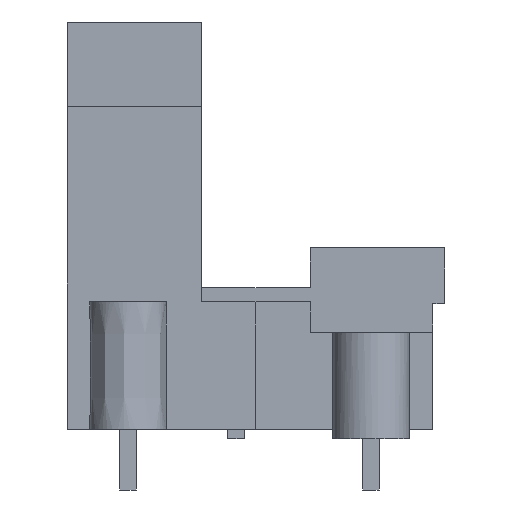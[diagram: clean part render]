
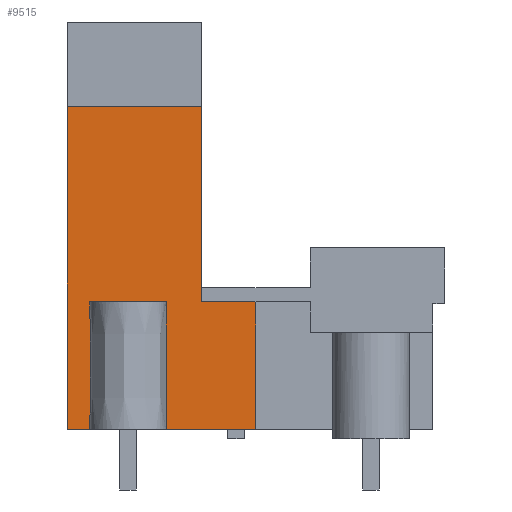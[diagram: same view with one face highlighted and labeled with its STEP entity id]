
A CAD part, left-side view. The second image highlights one B-rep face of the part: STEP entity #9515.
In plain terms, the highlighted planar face has unit normal (-1, 0, 0).
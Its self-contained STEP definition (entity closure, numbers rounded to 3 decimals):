
#9464=AXIS2_PLACEMENT_3D('Plane Axis2P3D',#9461,#9462,#9463) ;
#3351=CARTESIAN_POINT('Line Origine',(3.84,22.779,3.8)) ;
#3355=CARTESIAN_POINT('Vertex',(3.84,23.67,3.8)) ;
#3357=CARTESIAN_POINT('Vertex',(3.84,21.887,3.8)) ;
#3553=CARTESIAN_POINT('Vertex',(3.84,11.84,3.8)) ;
#3556=CARTESIAN_POINT('Line Origine',(3.84,14.846,3.8)) ;
#3560=CARTESIAN_POINT('Vertex',(3.84,17.853,3.8)) ;
#8976=CARTESIAN_POINT('Vertex',(3.84,15.24,12.7)) ;
#9006=CARTESIAN_POINT('Line Origine',(3.84,15.24,12.25)) ;
#9010=CARTESIAN_POINT('Vertex',(3.84,15.24,11.8)) ;
#9034=CARTESIAN_POINT('Vertex',(3.84,11.84,11.8)) ;
#9051=CARTESIAN_POINT('Line Origine',(3.84,13.54,11.8)) ;
#9299=CARTESIAN_POINT('Line Origine',(3.84,23.67,13.93)) ;
#9303=CARTESIAN_POINT('Vertex',(3.84,23.67,24.06)) ;
#9461=CARTESIAN_POINT('Axis2P3D Location',(3.84,23.67,3.2)) ;
#9466=CARTESIAN_POINT('Line Origine',(3.84,15.24,18.38)) ;
#9470=CARTESIAN_POINT('Vertex',(3.84,15.24,24.06)) ;
#9473=CARTESIAN_POINT('Line Origine',(3.84,19.455,24.06)) ;
#9478=CARTESIAN_POINT('Line Origine',(3.84,21.887,7.8)) ;
#9482=CARTESIAN_POINT('Vertex',(3.84,21.887,11.8)) ;
#9485=CARTESIAN_POINT('Line Origine',(3.84,19.87,11.8)) ;
#9489=CARTESIAN_POINT('Vertex',(3.84,17.853,11.8)) ;
#9492=CARTESIAN_POINT('Line Origine',(3.84,17.853,7.8)) ;
#9497=CARTESIAN_POINT('Line Origine',(3.84,11.84,7.8)) ;
#3352=DIRECTION('Vector Direction',(0.,-1.,0.)) ;
#3557=DIRECTION('Vector Direction',(0.,-1.,0.)) ;
#9007=DIRECTION('Vector Direction',(0.,0.,-1.)) ;
#9052=DIRECTION('Vector Direction',(0.,1.,0.)) ;
#9300=DIRECTION('Vector Direction',(0.,0.,1.)) ;
#9462=DIRECTION('Axis2P3D Direction',(-1.,0.,0.)) ;
#9463=DIRECTION('Axis2P3D XDirection',(0.,-1.,0.)) ;
#9467=DIRECTION('Vector Direction',(0.,0.,-1.)) ;
#9474=DIRECTION('Vector Direction',(0.,-1.,0.)) ;
#9479=DIRECTION('Vector Direction',(0.,0.,1.)) ;
#9486=DIRECTION('Vector Direction',(0.,1.,0.)) ;
#9493=DIRECTION('Vector Direction',(0.,0.,1.)) ;
#9498=DIRECTION('Vector Direction',(0.,0.,1.)) ;
#3353=VECTOR('Line Direction',#3352,1.) ;
#3558=VECTOR('Line Direction',#3557,1.) ;
#9008=VECTOR('Line Direction',#9007,1.) ;
#9053=VECTOR('Line Direction',#9052,1.) ;
#9301=VECTOR('Line Direction',#9300,1.) ;
#9468=VECTOR('Line Direction',#9467,1.) ;
#9475=VECTOR('Line Direction',#9474,1.) ;
#9480=VECTOR('Line Direction',#9479,1.) ;
#9487=VECTOR('Line Direction',#9486,1.) ;
#9494=VECTOR('Line Direction',#9493,1.) ;
#9499=VECTOR('Line Direction',#9498,1.) ;
#9503=ORIENTED_EDGE('',*,*,#9472,.F.) ;
#9504=ORIENTED_EDGE('',*,*,#9477,.T.) ;
#9505=ORIENTED_EDGE('',*,*,#9305,.T.) ;
#9506=ORIENTED_EDGE('',*,*,#3359,.T.) ;
#9507=ORIENTED_EDGE('',*,*,#9484,.T.) ;
#9508=ORIENTED_EDGE('',*,*,#9491,.F.) ;
#9509=ORIENTED_EDGE('',*,*,#9496,.F.) ;
#9510=ORIENTED_EDGE('',*,*,#3562,.T.) ;
#9511=ORIENTED_EDGE('',*,*,#9501,.T.) ;
#9512=ORIENTED_EDGE('',*,*,#9055,.T.) ;
#9513=ORIENTED_EDGE('',*,*,#9012,.F.) ;
#9515=ADVANCED_FACE('HOUSING',(#9514),#9465,.T.) ;
#3359=EDGE_CURVE('',#3356,#3358,#3354,.T.) ;
#3562=EDGE_CURVE('',#3561,#3554,#3559,.T.) ;
#9012=EDGE_CURVE('',#8977,#9011,#9009,.T.) ;
#9055=EDGE_CURVE('',#9035,#9011,#9054,.T.) ;
#9305=EDGE_CURVE('',#9304,#3356,#9302,.F.) ;
#9472=EDGE_CURVE('',#9471,#8977,#9469,.T.) ;
#9477=EDGE_CURVE('',#9471,#9304,#9476,.F.) ;
#9484=EDGE_CURVE('',#3358,#9483,#9481,.T.) ;
#9491=EDGE_CURVE('',#9490,#9483,#9488,.T.) ;
#9496=EDGE_CURVE('',#3561,#9490,#9495,.T.) ;
#9501=EDGE_CURVE('',#3554,#9035,#9500,.T.) ;
#9502=EDGE_LOOP('',(#9503,#9504,#9505,#9506,#9507,#9508,#9509,#9510,#9511,#9512,#9513)) ;
#9514=FACE_OUTER_BOUND('',#9502,.T.) ;
#3354=LINE('Line',#3351,#3353) ;
#3559=LINE('Line',#3556,#3558) ;
#9009=LINE('Line',#9006,#9008) ;
#9054=LINE('Line',#9051,#9053) ;
#9302=LINE('Line',#9299,#9301) ;
#9469=LINE('Line',#9466,#9468) ;
#9476=LINE('Line',#9473,#9475) ;
#9481=LINE('Line',#9478,#9480) ;
#9488=LINE('Line',#9485,#9487) ;
#9495=LINE('Line',#9492,#9494) ;
#9500=LINE('Line',#9497,#9499) ;
#9465=PLANE('',#9464) ;
#3356=VERTEX_POINT('',#3355) ;
#3358=VERTEX_POINT('',#3357) ;
#3554=VERTEX_POINT('',#3553) ;
#3561=VERTEX_POINT('',#3560) ;
#8977=VERTEX_POINT('',#8976) ;
#9011=VERTEX_POINT('',#9010) ;
#9035=VERTEX_POINT('',#9034) ;
#9304=VERTEX_POINT('',#9303) ;
#9471=VERTEX_POINT('',#9470) ;
#9483=VERTEX_POINT('',#9482) ;
#9490=VERTEX_POINT('',#9489) ;
